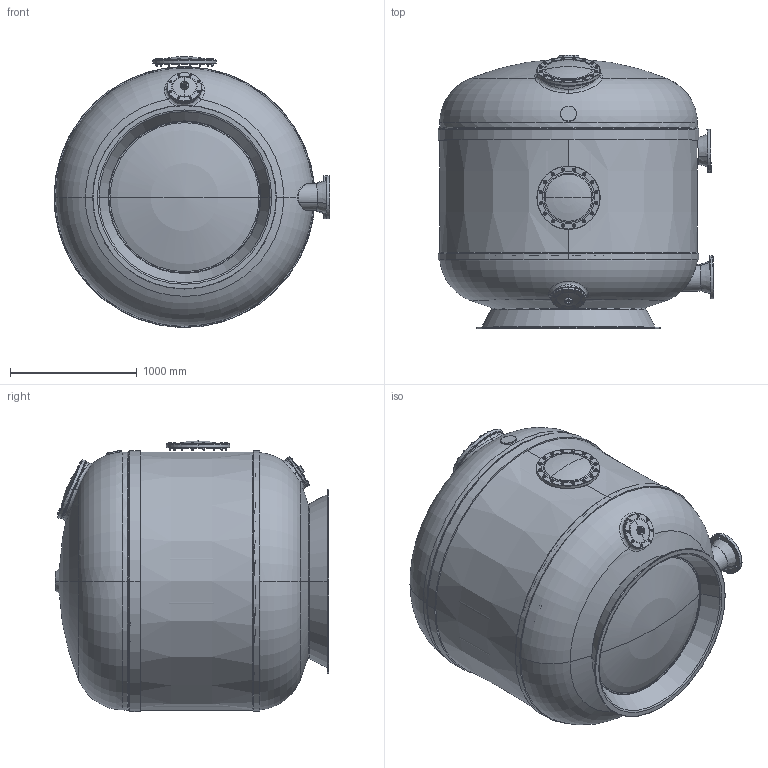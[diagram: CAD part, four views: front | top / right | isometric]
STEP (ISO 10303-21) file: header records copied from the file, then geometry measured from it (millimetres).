
FILE_DESCRIPTION (( 'STEP AP214' ), '1' );
FILE_NAME ('Balearic_200c_lateral.STEP', '2021-01-06T10:55:12', ( '' ), ( '' ), 'SwSTEP 2.0', 'SolidWorks 2019', '' );
FILE_SCHEMA (( 'AUTOMOTIVE_DESIGN' ));
Length unit declared in the file: millimetre
Products named in the file (1): Balearic_200c_lateral
Bounding box: 2176.93 x 2158.5 x 2139.19 mm (x, y, z)
Surface area: 37469506.2 mm2 (no closed solid volume)
Topology: 0 solids, 124 shells, 1598 faces, 3561 edges, 2189 vertices
Faces by surface type: cylinder 549, plane 512, cone 411, torus 98, bspline 16, sphere 12
Entity records: 86634 total; most frequent: CARTESIAN_POINT 34044, ORIENTED_EDGE 6870, DIRECTION 6815, EDGE_CURVE 3491, AXIS2_PLACEMENT_3D 2907, VERTEX_POINT 2187, EDGE_LOOP 1926, UNCERTAINTY_MEASURE_WITH_UNIT 1696
